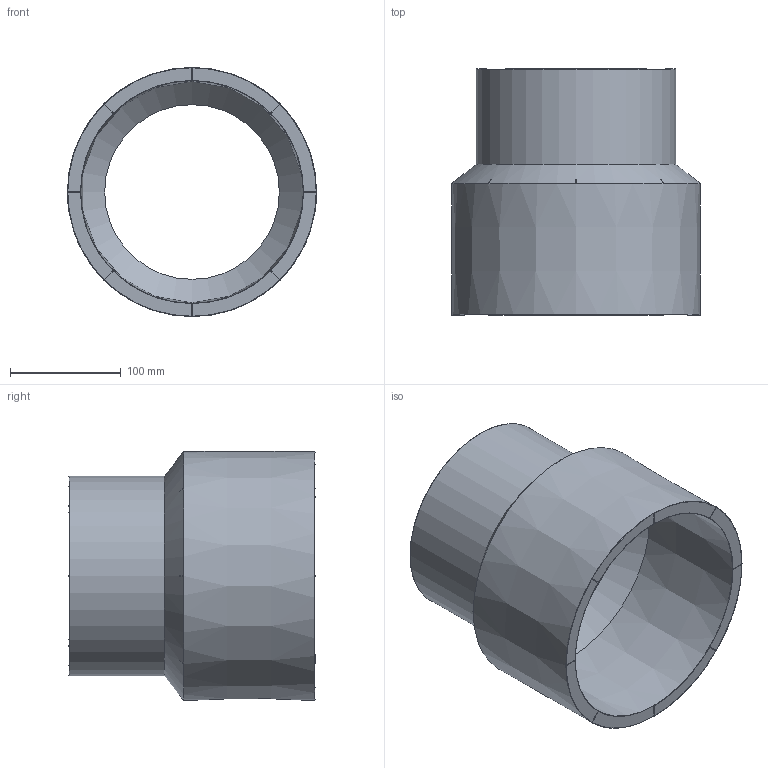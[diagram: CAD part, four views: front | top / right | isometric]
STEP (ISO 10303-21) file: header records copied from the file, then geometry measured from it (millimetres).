
FILE_DESCRIPTION(/* description */ (''),/* implementation_level */ '2;1');
FILE_NAME(/* name */ 'Z1Q200160.stp',/* time_stamp */ '2024-10-14T13:55:40+08:00',/* author */ (''),/* organization */ (''),/* preprocessor_version */ 'ST-DEVELOPER v16',/* originating_system */ 'SIEMENS PLM Software NX 10.0',/* authorisation */ '');
FILE_SCHEMA (('AUTOMOTIVE_DESIGN { 1 0 10303 214 3 1 1 1 }'));
Length unit declared in the file: millimetre
Products named in the file (1): gelv12ECA835bn5u
Bounding box: 225.2 x 222.48 x 225.2 mm (x, y, z)
Volume: 1680466.1 mm3; surface area: 295476.7 mm2
Topology: 1 solids, 1 shells, 148 faces, 404 edges, 209 vertices
Faces by surface type: sphere 64, bspline 24, cylinder 18, plane 17, cone 13, torus 12
Full cylindrical faces by diameter (mm): 157.8 x1, 180 x1
Entity records: 4877 total; most frequent: CARTESIAN_POINT 1576, DIRECTION 734, ORIENTED_EDGE 674, AXIS2_PLACEMENT_3D 351, EDGE_CURVE 337, CIRCLE 225, VERTEX_POINT 201, EDGE_LOOP 160
